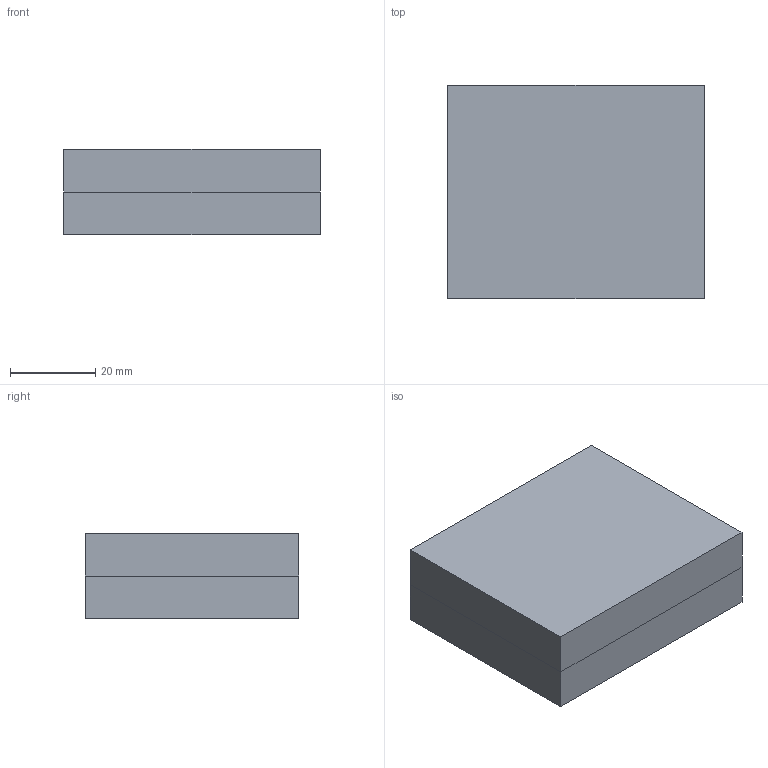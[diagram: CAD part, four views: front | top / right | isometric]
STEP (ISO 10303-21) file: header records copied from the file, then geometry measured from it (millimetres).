
FILE_DESCRIPTION(/* description */ (''),/* implementation_level */ '2;1');
FILE_NAME(/* name */ 'SplitContact v3.step',/* time_stamp */ '2025-04-27T17:40:46-05:00',/* author */ (''),/* organization */ (''),/* preprocessor_version */ 'ST-DEVELOPER v20.1',/* originating_system */ 'Autodesk Translation Framework v14.4.0.0',/* authorisation */ '');
FILE_SCHEMA (('AUTOMOTIVE_DESIGN { 1 0 10303 214 3 1 1 }'));
Length unit declared in the file: millimetre
Products named in the file (4): SplitContact; Component1; halfContact; Component3
Assembly tree (3 placements, depth 2):
  SplitContact
    Component1
    halfContact
    Component3
Bounding box: 60 x 50 x 20 mm (x, y, z)
Volume: 60000 mm3; surface area: 17900 mm2
Topology: 2 solids, 3 shells, 15 faces, 34 edges, 24 vertices
Faces by surface type: plane 15
Entity records: 533 total; most frequent: CARTESIAN_POINT 80, DIRECTION 78, ORIENTED_EDGE 64, LINE 34, VECTOR 34, EDGE_CURVE 34, VERTEX_POINT 24, AXIS2_PLACEMENT_3D 22
